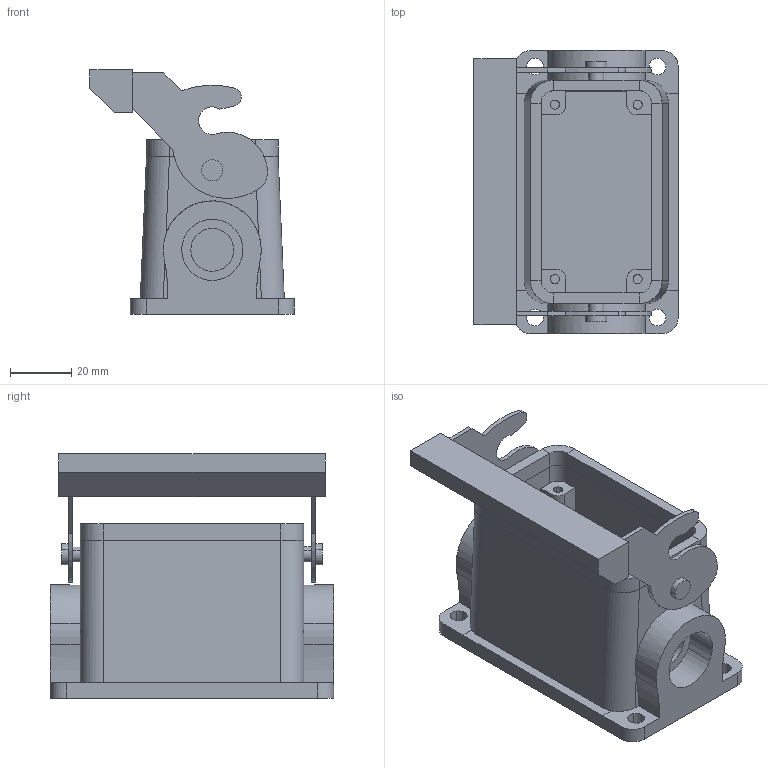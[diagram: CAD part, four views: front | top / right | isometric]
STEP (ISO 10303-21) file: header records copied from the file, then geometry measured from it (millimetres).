
FILE_DESCRIPTION(('CATIA V5 STEP Exchange','CAx-IF Rec.Pracs.--- Model Styling and Organization---1.4--- 2014-01-23'),'2;1');
FILE_NAME ('12980624_2', '2019-07-25T14:43:49+00:00', ('none'), ('Weidmueller'), 'CATIA Version 5-6 Release 2016 SP3 HF44', 'CATIA V5 STEP AP214', 'none');
FILE_SCHEMA(('AUTOMOTIVE_DESIGN { 1 0 10303 214 1 1 1 1 }'));
Length unit declared in the file: millimetre
Products named in the file (1): 1901620000
Bounding box: 66.75 x 92.5 x 79.8 mm (x, y, z)
Volume: 107585.8 mm3; surface area: 46150.1 mm2
Topology: 2 solids, 2 shells, 164 faces, 419 edges, 270 vertices
Faces by surface type: plane 88, cylinder 76
Entity records: 4814 total; most frequent: CARTESIAN_POINT 1033, ORIENTED_EDGE 838, DIRECTION 611, EDGE_CURVE 419, VERTEX_POINT 270, VECTOR 253, LINE 253, AXIS2_PLACEMENT_3D 248
